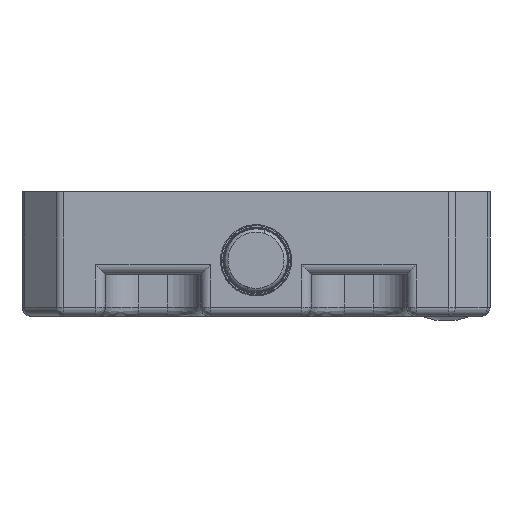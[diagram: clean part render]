
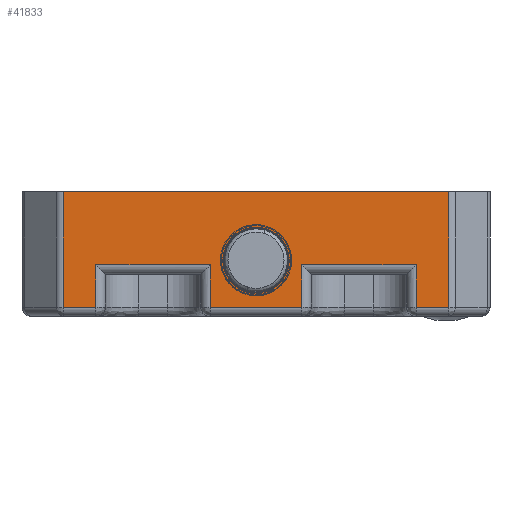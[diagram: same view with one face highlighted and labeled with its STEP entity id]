
A CAD part, front view. The second image highlights one B-rep face of the part: STEP entity #41833.
In plain terms, the highlighted planar face has unit normal (0, -1, 0).
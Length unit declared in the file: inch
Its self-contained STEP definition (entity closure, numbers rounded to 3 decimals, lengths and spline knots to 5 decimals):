
#1178 = VECTOR ( 'NONE', #21312, 39.37008 ) ;
#3331 = VECTOR ( 'NONE', #12451, 39.37008 ) ;
#3836 = CARTESIAN_POINT ( 'NONE',  ( 0.17379, 0., 0.03937 ) ) ;
#4245 = CARTESIAN_POINT ( 'NONE',  ( 0.31102, 0., 0.52362 ) ) ;
#4740 = CARTESIAN_POINT ( 'NONE',  ( 1.17717, 0., 0.52362 ) ) ;
#4965 = VECTOR ( 'NONE', #30734, 39.37008 ) ;
#5508 = AXIS2_PLACEMENT_3D ( 'NONE', #29062, #12605, #35725 ) ;
#6104 = LINE ( 'NONE', #20971, #10743 ) ;
#6204 = EDGE_LOOP ( 'NONE', ( #33121, #32240 ) ) ;
#6302 = ORIENTED_EDGE ( 'NONE', *, *, #21445, .F. ) ;
#6597 = ORIENTED_EDGE ( 'NONE', *, *, #21833, .F. ) ;
#6668 = EDGE_CURVE ( 'NONE', #23023, #29423, #9628, .T. ) ;
#7002 = CARTESIAN_POINT ( 'NONE',  ( 0.15748, 0., 0.21654 ) ) ;
#8038 = CARTESIAN_POINT ( 'NONE',  ( 0.15748, 0., 0.03937 ) ) ;
#8207 = DIRECTION ( 'NONE',  ( 0., 0., -1. ) ) ;
#9029 = LINE ( 'NONE', #9136, #3331 ) ;
#9136 = CARTESIAN_POINT ( 'NONE',  ( 0.15748, 0., 0.03937 ) ) ;
#9137 = DIRECTION ( 'NONE',  ( 0., 0., 1. ) ) ;
#9209 = LINE ( 'NONE', #15626, #31438 ) ;
#9628 = CIRCLE ( 'NONE', #5508, 0.1378 ) ;
#10075 = VERTEX_POINT ( 'NONE', #29878 ) ;
#10128 = CARTESIAN_POINT ( 'NONE',  ( 1.9685, 0., 0.52362 ) ) ;
#10137 = LINE ( 'NONE', #4740, #4965 ) ;
#10743 = VECTOR ( 'NONE', #33951, 39.37008 ) ;
#11055 = CARTESIAN_POINT ( 'NONE',  ( 1.17717, 0., 0.03937 ) ) ;
#11274 = ORIENTED_EDGE ( 'NONE', *, *, #14630, .F. ) ;
#11653 = CARTESIAN_POINT ( 'NONE',  ( 1.17717, 0., 0.21654 ) ) ;
#12316 = VECTOR ( 'NONE', #25723, 39.37008 ) ;
#12451 = DIRECTION ( 'NONE',  ( -1., 0., 0. ) ) ;
#12605 = DIRECTION ( 'NONE',  ( 0., 1., 0. ) ) ;
#12688 = EDGE_CURVE ( 'NONE', #32421, #30639, #14581, .T. ) ;
#13287 = CARTESIAN_POINT ( 'NONE',  ( 0.31102, 0., 0.03937 ) ) ;
#13293 = CARTESIAN_POINT ( 'NONE',  ( 1.79472, 0., 0.03937 ) ) ;
#13333 = CARTESIAN_POINT ( 'NONE',  ( 0.31102, 0., 0.21654 ) ) ;
#13449 = VERTEX_POINT ( 'NONE', #11055 ) ;
#14273 = DIRECTION ( 'NONE',  ( 0., 0., 1. ) ) ;
#14330 = VERTEX_POINT ( 'NONE', #11653 ) ;
#14473 = DIRECTION ( 'NONE',  ( 0., 0., -1. ) ) ;
#14549 = VECTOR ( 'NONE', #25396, 39.37008 ) ;
#14581 = LINE ( 'NONE', #8038, #1178 ) ;
#14630 = EDGE_CURVE ( 'NONE', #18357, #32421, #41925, .T. ) ;
#15255 = CARTESIAN_POINT ( 'NONE',  ( 1.79472, 0., 0.52362 ) ) ;
#15626 = CARTESIAN_POINT ( 'NONE',  ( 1.65748, 0., 0.52362 ) ) ;
#15794 = LINE ( 'NONE', #7002, #26093 ) ;
#16190 = ORIENTED_EDGE ( 'NONE', *, *, #34600, .F. ) ;
#18357 = VERTEX_POINT ( 'NONE', #13333 ) ;
#19046 = EDGE_CURVE ( 'NONE', #30639, #27582, #38405, .T. ) ;
#19564 = VERTEX_POINT ( 'NONE', #29078 ) ;
#19959 = ORIENTED_EDGE ( 'NONE', *, *, #12688, .F. ) ;
#20971 = CARTESIAN_POINT ( 'NONE',  ( 0.15748, 0., 0.21654 ) ) ;
#21089 = AXIS2_PLACEMENT_3D ( 'NONE', #24505, #24232, #31304 ) ;
#21312 = DIRECTION ( 'NONE',  ( -1., 0., 0. ) ) ;
#21445 = EDGE_CURVE ( 'NONE', #28073, #42844, #40802, .T. ) ;
#21572 = CARTESIAN_POINT ( 'NONE',  ( 0.98425, 0., 0.23622 ) ) ;
#21833 = EDGE_CURVE ( 'NONE', #27582, #28073, #42318, .T. ) ;
#21862 = ORIENTED_EDGE ( 'NONE', *, *, #23955, .F. ) ;
#22258 = ORIENTED_EDGE ( 'NONE', *, *, #32396, .F. ) ;
#23023 = VERTEX_POINT ( 'NONE', #30358 ) ;
#23955 = EDGE_CURVE ( 'NONE', #31935, #18357, #15794, .T. ) ;
#24215 = LINE ( 'NONE', #29043, #12316 ) ;
#24232 = DIRECTION ( 'NONE',  ( 0., 1., 0. ) ) ;
#24257 = CARTESIAN_POINT ( 'NONE',  ( 0.17379, 0., 0.52362 ) ) ;
#24505 = CARTESIAN_POINT ( 'NONE',  ( 0.15748, 0., 0.52362 ) ) ;
#24782 = CARTESIAN_POINT ( 'NONE',  ( 0.17379, 0., 0.52362 ) ) ;
#24864 = DIRECTION ( 'NONE',  ( 0., 1., 0. ) ) ;
#25198 = VECTOR ( 'NONE', #26711, 39.37008 ) ;
#25396 = DIRECTION ( 'NONE',  ( 0., 0., 1. ) ) ;
#25723 = DIRECTION ( 'NONE',  ( -1., 0., 0. ) ) ;
#26001 = FACE_BOUND ( 'NONE', #6204, .T. ) ;
#26093 = VECTOR ( 'NONE', #37067, 39.37008 ) ;
#26711 = DIRECTION ( 'NONE',  ( 1., 0., 0. ) ) ;
#27582 = VERTEX_POINT ( 'NONE', #24782 ) ;
#28073 = VERTEX_POINT ( 'NONE', #42379 ) ;
#28320 = EDGE_CURVE ( 'NONE', #29423, #23023, #29655, .T. ) ;
#28536 = VECTOR ( 'NONE', #14273, 39.37008 ) ;
#28567 = AXIS2_PLACEMENT_3D ( 'NONE', #21572, #24864, #31532 ) ;
#28859 = VERTEX_POINT ( 'NONE', #32332 ) ;
#28932 = CARTESIAN_POINT ( 'NONE',  ( 0.98425, 0., 0.09843 ) ) ;
#29043 = CARTESIAN_POINT ( 'NONE',  ( 0.15748, 0., 0.03937 ) ) ;
#29062 = CARTESIAN_POINT ( 'NONE',  ( 0.98425, 0., 0.23622 ) ) ;
#29078 = CARTESIAN_POINT ( 'NONE',  ( 1.65748, 0., 0.03937 ) ) ;
#29423 = VERTEX_POINT ( 'NONE', #28932 ) ;
#29655 = CIRCLE ( 'NONE', #28567, 0.1378 ) ;
#29878 = CARTESIAN_POINT ( 'NONE',  ( 0.79134, 0., 0.03937 ) ) ;
#30358 = CARTESIAN_POINT ( 'NONE',  ( 0.98425, 0., 0.37402 ) ) ;
#30639 = VERTEX_POINT ( 'NONE', #3836 ) ;
#30734 = DIRECTION ( 'NONE',  ( 0., 0., -1. ) ) ;
#30851 = ORIENTED_EDGE ( 'NONE', *, *, #32644, .F. ) ;
#31304 = DIRECTION ( 'NONE',  ( 0., 0., 1. ) ) ;
#31438 = VECTOR ( 'NONE', #9137, 39.37008 ) ;
#31532 = DIRECTION ( 'NONE',  ( 0., 0., -1. ) ) ;
#31745 = EDGE_LOOP ( 'NONE', ( #34437, #38865, #30851, #22258, #34080, #6302, #6597, #42175, #19959, #11274, #21862, #16190 ) ) ;
#31935 = VERTEX_POINT ( 'NONE', #32176 ) ;
#31986 = VECTOR ( 'NONE', #8207, 39.37008 ) ;
#32176 = CARTESIAN_POINT ( 'NONE',  ( 0.79134, 0., 0.21654 ) ) ;
#32240 = ORIENTED_EDGE ( 'NONE', *, *, #6668, .T. ) ;
#32332 = CARTESIAN_POINT ( 'NONE',  ( 1.65748, 0., 0.21654 ) ) ;
#32377 = EDGE_CURVE ( 'NONE', #42844, #19564, #24215, .T. ) ;
#32396 = EDGE_CURVE ( 'NONE', #19564, #28859, #9209, .T. ) ;
#32421 = VERTEX_POINT ( 'NONE', #13287 ) ;
#32644 = EDGE_CURVE ( 'NONE', #28859, #14330, #6104, .T. ) ;
#33121 = ORIENTED_EDGE ( 'NONE', *, *, #28320, .T. ) ;
#33951 = DIRECTION ( 'NONE',  ( -1., 0., 0. ) ) ;
#34080 = ORIENTED_EDGE ( 'NONE', *, *, #32377, .F. ) ;
#34437 = ORIENTED_EDGE ( 'NONE', *, *, #40073, .F. ) ;
#34600 = EDGE_CURVE ( 'NONE', #10075, #31935, #42006, .T. ) ;
#34829 = FACE_OUTER_BOUND ( 'NONE', #31745, .T. ) ;
#35725 = DIRECTION ( 'NONE',  ( 0., 0., -1. ) ) ;
#37067 = DIRECTION ( 'NONE',  ( -1., 0., 0. ) ) ;
#37763 = VECTOR ( 'NONE', #14473, 39.37008 ) ;
#38301 = CARTESIAN_POINT ( 'NONE',  ( 0.79134, 0., 0.52362 ) ) ;
#38405 = LINE ( 'NONE', #24257, #28536 ) ;
#38865 = ORIENTED_EDGE ( 'NONE', *, *, #39003, .F. ) ;
#39003 = EDGE_CURVE ( 'NONE', #14330, #13449, #10137, .T. ) ;
#40073 = EDGE_CURVE ( 'NONE', #13449, #10075, #9029, .T. ) ;
#40745 = PLANE ( 'NONE',  #21089 ) ;
#40802 = LINE ( 'NONE', #15255, #31986 ) ;
#41833 = ADVANCED_FACE ( 'NONE', ( #34829, #26001 ), #40745, .F. ) ;
#41925 = LINE ( 'NONE', #4245, #37763 ) ;
#42006 = LINE ( 'NONE', #38301, #14549 ) ;
#42175 = ORIENTED_EDGE ( 'NONE', *, *, #19046, .F. ) ;
#42318 = LINE ( 'NONE', #10128, #25198 ) ;
#42379 = CARTESIAN_POINT ( 'NONE',  ( 1.79472, 0., 0.52362 ) ) ;
#42844 = VERTEX_POINT ( 'NONE', #13293 ) ;
